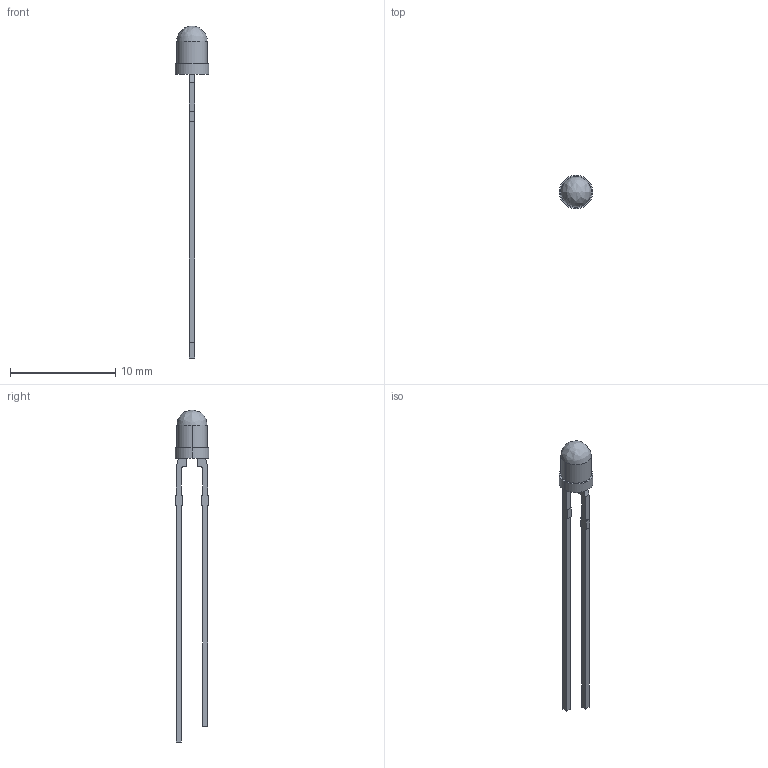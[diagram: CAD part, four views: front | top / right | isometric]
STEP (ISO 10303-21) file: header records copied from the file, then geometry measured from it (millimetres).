
FILE_DESCRIPTION (( 'STEP AP214' ), '1' );
FILE_NAME ('User Library-Led round 3 mm Kingbright.STEP', '2017-05-15T05:13:27', ( 'Windows User' ), ( '' ), 'SwSTEP 2.0', 'SolidWorks 2017', '' );
FILE_SCHEMA (( 'AUTOMOTIVE_DESIGN' ));
Length unit declared in the file: millimetre
Products named in the file (1): User Library-Led round 3 mm Kingbright
Bounding box: 3.2 x 3.2 x 31.6 mm (x, y, z)
Volume: 42.3 mm3; surface area: 160 mm2
Topology: 1 solids, 1 shells, 41 faces, 110 edges, 72 vertices
Faces by surface type: plane 34, cylinder 6, bspline 1
Entity records: 1376 total; most frequent: CARTESIAN_POINT 237, ORIENTED_EDGE 216, DIRECTION 202, EDGE_CURVE 108, LINE 96, VECTOR 96, VERTEX_POINT 72, AXIS2_PLACEMENT_3D 53
